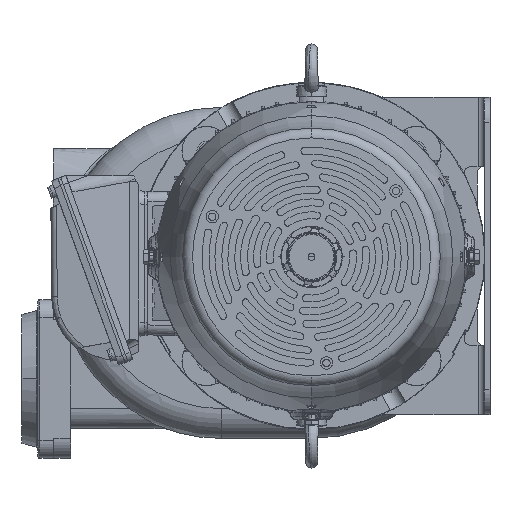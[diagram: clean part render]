
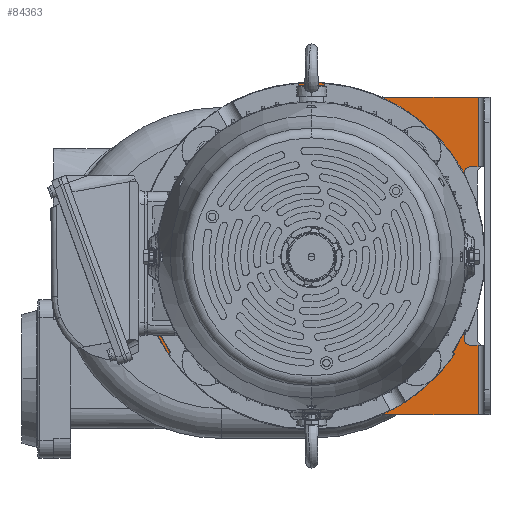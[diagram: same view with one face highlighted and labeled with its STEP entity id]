
A CAD part, left-side view. The second image highlights one B-rep face of the part: STEP entity #84363.
In plain terms, the highlighted planar face has unit normal (1, 0, 0).
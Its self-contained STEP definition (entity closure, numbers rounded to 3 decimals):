
#23859=CARTESIAN_POINT('',(6.,-160.,84.));
#23860=DIRECTION('',(-1.,0.,0.));
#23861=DIRECTION('',(0.,0.,1.));
#23862=AXIS2_PLACEMENT_3D('',#23859,#23860,#23861);
#23912=DIRECTION('',(0.,0.,-1.));
#23913=VECTOR('',#23912,70.);
#23914=CARTESIAN_POINT('',(6.,-168.,160.));
#23915=LINE('',#23914,#23913);
#24127=DIRECTION('',(0.,0.,-1.));
#24128=VECTOR('',#24127,70.);
#24129=CARTESIAN_POINT('',(6.,-168.,-90.));
#24130=LINE('',#24129,#24128);
#24140=CARTESIAN_POINT('',(6.,35.,-35.));
#24141=DIRECTION('',(1.,0.,0.));
#24142=DIRECTION('',(0.,0.,-1.));
#24143=AXIS2_PLACEMENT_3D('',#24140,#24141,#24142);
#24145=DIRECTION('',(0.,0.,1.));
#24146=VECTOR('',#24145,70.);
#24147=CARTESIAN_POINT('',(6.,160.,-35.));
#24148=LINE('',#24147,#24146);
#24149=CARTESIAN_POINT('',(6.,35.,35.));
#24150=DIRECTION('',(1.,0.,0.));
#24151=DIRECTION('',(0.,1.,0.));
#24152=AXIS2_PLACEMENT_3D('',#24149,#24150,#24151);
#24154=DIRECTION('',(0.,-1.,0.));
#24155=VECTOR('',#24154,70.);
#24156=CARTESIAN_POINT('',(6.,35.,160.));
#24157=LINE('',#24156,#24155);
#24158=CARTESIAN_POINT('',(6.,-35.,35.));
#24159=DIRECTION('',(1.,0.,0.));
#24160=DIRECTION('',(0.,0.,1.));
#24161=AXIS2_PLACEMENT_3D('',#24158,#24159,#24160);
#24163=DIRECTION('',(0.,0.,1.));
#24164=VECTOR('',#24163,10.738);
#24165=CARTESIAN_POINT('',(6.,-154.,73.262));
#24166=LINE('',#24165,#24164);
#24167=DIRECTION('',(0.,1.,0.));
#24168=VECTOR('',#24167,8.);
#24169=CARTESIAN_POINT('',(6.,-168.,90.));
#24170=LINE('',#24169,#24168);
#24171=DIRECTION('',(0.,1.,0.));
#24172=VECTOR('',#24171,93.);
#24173=CARTESIAN_POINT('',(6.,-168.,160.));
#24174=LINE('',#24173,#24172);
#24175=CARTESIAN_POINT('',(6.,0.,0.));
#24176=DIRECTION('',(-1.,0.,0.));
#24177=DIRECTION('',(0.,-0.385,0.923));
#24178=AXIS2_PLACEMENT_3D('',#24175,#24176,#24177);
#24180=DIRECTION('',(0.,-1.,0.));
#24181=VECTOR('',#24180,93.);
#24182=CARTESIAN_POINT('',(6.,-75.,-160.));
#24183=LINE('',#24182,#24181);
#24184=DIRECTION('',(0.,1.,0.));
#24185=VECTOR('',#24184,8.);
#24186=CARTESIAN_POINT('',(6.,-168.,-90.));
#24187=LINE('',#24186,#24185);
#24188=DIRECTION('',(0.,0.,1.));
#24189=VECTOR('',#24188,10.738);
#24190=CARTESIAN_POINT('',(6.,-154.,-84.));
#24191=LINE('',#24190,#24189);
#24192=CARTESIAN_POINT('',(6.,-35.,-35.));
#24193=DIRECTION('',(1.,0.,0.));
#24194=DIRECTION('',(0.,-0.952,-0.306));
#24195=AXIS2_PLACEMENT_3D('',#24192,#24193,#24194);
#24197=DIRECTION('',(0.,1.,0.));
#24198=VECTOR('',#24197,70.);
#24199=CARTESIAN_POINT('',(6.,-35.,-160.));
#24200=LINE('',#24199,#24198);
#48718=CARTESIAN_POINT('',(6.,-75.,180.));
#48719=DIRECTION('',(-1.,0.,0.));
#48720=DIRECTION('',(0.,0.385,-0.923));
#48721=AXIS2_PLACEMENT_3D('',#48718,#48719,#48720);
#48736=CARTESIAN_POINT('',(6.,-75.,-180.));
#48737=DIRECTION('',(-1.,0.,0.));
#48738=DIRECTION('',(0.,0.,1.));
#48739=AXIS2_PLACEMENT_3D('',#48736,#48737,#48738);
#48754=CARTESIAN_POINT('',(6.,-160.,-84.));
#48755=DIRECTION('',(-1.,0.,0.));
#48756=DIRECTION('',(0.,1.,0.));
#48757=AXIS2_PLACEMENT_3D('',#48754,#48755,#48756);
#49963=CARTESIAN_POINT('',(6.,-154.,84.));
#49965=VERTEX_POINT('',#49963);
#49967=CARTESIAN_POINT('',(6.,-160.,90.));
#49969=VERTEX_POINT('',#49967);
#49979=CARTESIAN_POINT('',(6.,-160.,-90.));
#49981=VERTEX_POINT('',#49979);
#49983=CARTESIAN_POINT('',(6.,-154.,-84.));
#49985=VERTEX_POINT('',#49983);
#49994=CARTESIAN_POINT('',(6.,-168.,90.));
#49995=VERTEX_POINT('',#49994);
#49996=CARTESIAN_POINT('',(6.,-168.,-90.));
#49997=VERTEX_POINT('',#49996);
#50002=CARTESIAN_POINT('',(6.,-75.,-160.));
#50003=CARTESIAN_POINT('',(6.,-168.,-160.));
#50004=VERTEX_POINT('',#50002);
#50005=VERTEX_POINT('',#50003);
#50010=CARTESIAN_POINT('',(6.,-168.,160.));
#50011=CARTESIAN_POINT('',(6.,-75.,160.));
#50012=VERTEX_POINT('',#50010);
#50013=VERTEX_POINT('',#50011);
#50020=CARTESIAN_POINT('',(6.,-67.308,161.538));
#50021=VERTEX_POINT('',#50020);
#50024=CARTESIAN_POINT('',(6.,-67.308,-161.538));
#50025=VERTEX_POINT('',#50024);
#50284=CARTESIAN_POINT('',(6.,35.,-160.));
#50285=CARTESIAN_POINT('',(6.,160.,-35.));
#50286=VERTEX_POINT('',#50284);
#50287=VERTEX_POINT('',#50285);
#50288=CARTESIAN_POINT('',(6.,160.,35.));
#50289=VERTEX_POINT('',#50288);
#50290=CARTESIAN_POINT('',(6.,35.,160.));
#50291=VERTEX_POINT('',#50290);
#50292=CARTESIAN_POINT('',(6.,-35.,160.));
#50293=VERTEX_POINT('',#50292);
#50294=CARTESIAN_POINT('',(6.,-154.,73.262));
#50295=VERTEX_POINT('',#50294);
#50296=CARTESIAN_POINT('',(6.,-154.,-73.262));
#50297=CARTESIAN_POINT('',(6.,-35.,-160.));
#50298=VERTEX_POINT('',#50296);
#50299=VERTEX_POINT('',#50297);
#84322=CARTESIAN_POINT('',(6.,0.,0.));
#84323=DIRECTION('',(-1.,0.,0.));
#84324=DIRECTION('',(0.,0.,1.));
#84325=AXIS2_PLACEMENT_3D('',#84322,#84323,#84324);
#84326=PLANE('',#84325);
#84328=ORIENTED_EDGE('',*,*,#84327,.T.);
#84330=ORIENTED_EDGE('',*,*,#84329,.T.);
#84332=ORIENTED_EDGE('',*,*,#84331,.T.);
#84334=ORIENTED_EDGE('',*,*,#84333,.T.);
#84336=ORIENTED_EDGE('',*,*,#84335,.T.);
#84337=ORIENTED_EDGE('',*,*,#84001,.T.);
#84338=ORIENTED_EDGE('',*,*,#84022,.F.);
#84339=ORIENTED_EDGE('',*,*,#84036,.F.);
#84340=ORIENTED_EDGE('',*,*,#84094,.F.);
#84342=ORIENTED_EDGE('',*,*,#84341,.T.);
#84344=ORIENTED_EDGE('',*,*,#84343,.F.);
#84346=ORIENTED_EDGE('',*,*,#84345,.T.);
#84348=ORIENTED_EDGE('',*,*,#84347,.F.);
#84350=ORIENTED_EDGE('',*,*,#84349,.T.);
#84351=ORIENTED_EDGE('',*,*,#84315,.F.);
#84353=ORIENTED_EDGE('',*,*,#84352,.T.);
#84355=ORIENTED_EDGE('',*,*,#84354,.F.);
#84356=ORIENTED_EDGE('',*,*,#84005,.T.);
#84358=ORIENTED_EDGE('',*,*,#84357,.T.);
#84360=ORIENTED_EDGE('',*,*,#84359,.T.);
#84361=EDGE_LOOP('',(#84328,#84330,#84332,#84334,#84336,#84337,#84338,#84339,
#84340,#84342,#84344,#84346,#84348,#84350,#84351,#84353,#84355,#84356,#84358,
#84360));
#84362=FACE_OUTER_BOUND('',#84361,.F.);
#84363=ADVANCED_FACE('',(#84362),#84326,.F.);
#23863=CIRCLE('',#23862,6.);
#24144=CIRCLE('',#24143,125.);
#24153=CIRCLE('',#24152,125.);
#24162=CIRCLE('',#24161,125.);
#24179=CIRCLE('',#24178,175.);
#24196=CIRCLE('',#24195,125.);
#48722=CIRCLE('',#48721,20.);
#48740=CIRCLE('',#48739,20.);
#48758=CIRCLE('',#48757,6.);
#84001=EDGE_CURVE('',#50295,#49965,#24166,.T.);
#84005=EDGE_CURVE('',#49985,#50298,#24191,.T.);
#84022=EDGE_CURVE('',#49969,#49965,#23863,.T.);
#84036=EDGE_CURVE('',#49995,#49969,#24170,.T.);
#84094=EDGE_CURVE('',#50012,#49995,#23915,.T.);
#84315=EDGE_CURVE('',#49997,#50005,#24130,.T.);
#84327=EDGE_CURVE('',#50286,#50287,#24144,.T.);
#84329=EDGE_CURVE('',#50287,#50289,#24148,.T.);
#84331=EDGE_CURVE('',#50289,#50291,#24153,.T.);
#84333=EDGE_CURVE('',#50291,#50293,#24157,.T.);
#84335=EDGE_CURVE('',#50293,#50295,#24162,.T.);
#84341=EDGE_CURVE('',#50012,#50013,#24174,.T.);
#84343=EDGE_CURVE('',#50021,#50013,#48722,.T.);
#84345=EDGE_CURVE('',#50021,#50025,#24179,.T.);
#84347=EDGE_CURVE('',#50004,#50025,#48740,.T.);
#84349=EDGE_CURVE('',#50004,#50005,#24183,.T.);
#84352=EDGE_CURVE('',#49997,#49981,#24187,.T.);
#84354=EDGE_CURVE('',#49985,#49981,#48758,.T.);
#84357=EDGE_CURVE('',#50298,#50299,#24196,.T.);
#84359=EDGE_CURVE('',#50299,#50286,#24200,.T.);
